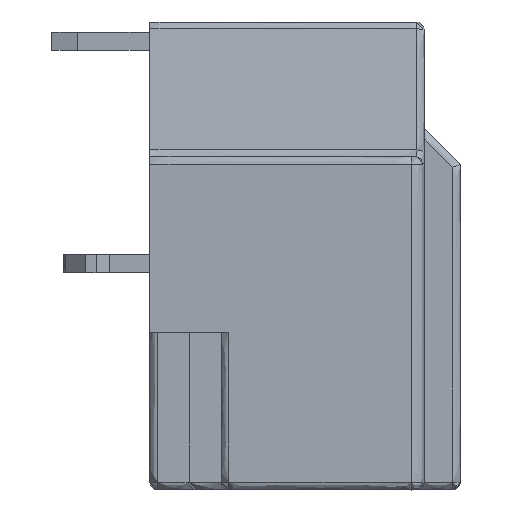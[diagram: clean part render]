
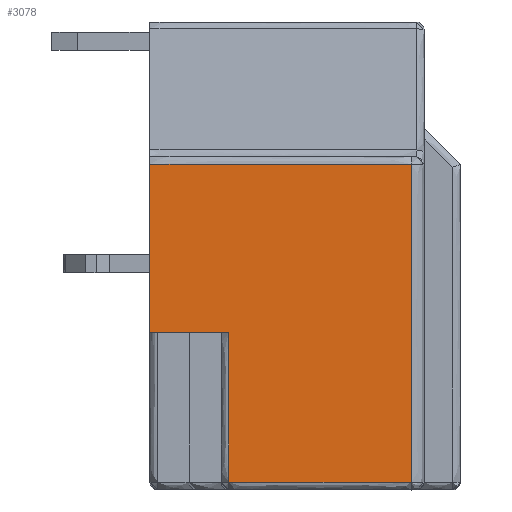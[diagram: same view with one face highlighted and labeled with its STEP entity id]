
A CAD part, left-side view. The second image highlights one B-rep face of the part: STEP entity #3078.
In plain terms, the highlighted free-form (B-spline) face has degree [1, 1] with [2, 2] control points.
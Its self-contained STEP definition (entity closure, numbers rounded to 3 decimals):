
#939=CARTESIAN_POINT('',(-32.25,19.19,-1.7));
#940=VERTEX_POINT('',#939);
#995=CARTESIAN_POINT('',(-32.25,26.24,-1.7));
#996=VERTEX_POINT('',#995);
#997=CARTESIAN_POINT('',(-32.25,19.19,-1.7));
#998=CARTESIAN_POINT('',(-32.25,26.24,-1.7));
#999=B_SPLINE_CURVE_WITH_KNOTS('',1,(#997,#998),.POLYLINE_FORM.,.F.,.U.,(2,2),(0.,1.),.UNSPECIFIED.);
#1000=EDGE_CURVE('',#940,#996,#999,.T.);
#1660=CARTESIAN_POINT('',(-32.25,26.24,4.1));
#1661=VERTEX_POINT('',#1660);
#1669=CARTESIAN_POINT('',(-32.25,29.29,4.1));
#1670=VERTEX_POINT('',#1669);
#1671=CARTESIAN_POINT('',(-32.25,26.24,4.1));
#1672=CARTESIAN_POINT('',(-32.25,29.29,4.1));
#1673=B_SPLINE_CURVE_WITH_KNOTS('',1,(#1671,#1672),.POLYLINE_FORM.,.F.,.U.,(2,2),(0.,1.),.UNSPECIFIED.);
#1674=EDGE_CURVE('',#1661,#1670,#1673,.T.);
#2455=CARTESIAN_POINT('',(-32.25,19.19,10.6));
#2456=VERTEX_POINT('',#2455);
#2465=CARTESIAN_POINT('',(-32.25,19.19,10.6));
#2466=CARTESIAN_POINT('',(-32.25,19.19,-1.7));
#2467=B_SPLINE_CURVE_WITH_KNOTS('',1,(#2465,#2466),.POLYLINE_FORM.,.F.,.U.,(2,2),(0.,1.),.UNSPECIFIED.);
#2468=EDGE_CURVE('',#2456,#940,#2467,.T.);
#3051=CARTESIAN_POINT('',(-32.25,188.799,-11.466));
#3052=CARTESIAN_POINT('',(-32.25,188.799,318.402));
#3053=CARTESIAN_POINT('',(-32.25,-141.069,-11.466));
#3054=CARTESIAN_POINT('',(-32.25,-141.069,318.402));
#3055=B_SPLINE_SURFACE_WITH_KNOTS('',1,1,((#3051,#3052),(#3053,#3054)),.PLANE_SURF.,.F.,.F.,.U.,(2,2),(2,2),(0.,1.),(0.,1.),.UNSPECIFIED.);
#3056=CARTESIAN_POINT('',(-32.25,26.24,4.1));
#3057=CARTESIAN_POINT('',(-32.25,26.24,-1.7));
#3058=B_SPLINE_CURVE_WITH_KNOTS('',1,(#3056,#3057),.POLYLINE_FORM.,.F.,.U.,(2,2),(0.,1.),.UNSPECIFIED.);
#3059=EDGE_CURVE('',#1661,#996,#3058,.T.);
#3060=ORIENTED_EDGE('',*,*,#3059,.T.);
#3061=ORIENTED_EDGE('',*,*,#1000,.F.);
#3062=ORIENTED_EDGE('',*,*,#2468,.F.);
#3063=CARTESIAN_POINT('',(-32.25,29.29,10.6));
#3064=VERTEX_POINT('',#3063);
#3065=CARTESIAN_POINT('',(-32.25,19.19,10.6));
#3066=CARTESIAN_POINT('',(-32.25,29.29,10.6));
#3067=B_SPLINE_CURVE_WITH_KNOTS('',1,(#3065,#3066),.POLYLINE_FORM.,.F.,.U.,(2,2),(0.,1.),.UNSPECIFIED.);
#3068=EDGE_CURVE('',#2456,#3064,#3067,.T.);
#3069=ORIENTED_EDGE('',*,*,#3068,.T.);
#3070=CARTESIAN_POINT('',(-32.25,29.29,10.6));
#3071=CARTESIAN_POINT('',(-32.25,29.29,4.1));
#3072=B_SPLINE_CURVE_WITH_KNOTS('',1,(#3070,#3071),.POLYLINE_FORM.,.F.,.U.,(2,2),(0.,1.),.UNSPECIFIED.);
#3073=EDGE_CURVE('',#3064,#1670,#3072,.T.);
#3074=ORIENTED_EDGE('',*,*,#3073,.T.);
#3075=ORIENTED_EDGE('',*,*,#1674,.F.);
#3076=EDGE_LOOP('',(#3060,#3061,#3062,#3069,#3074,#3075));
#3077=FACE_OUTER_BOUND('',#3076,.T.);
#3078=ADVANCED_FACE('',(#3077),#3055,.T.);
